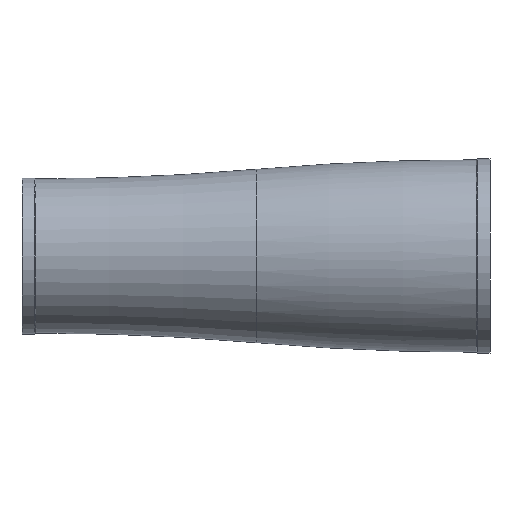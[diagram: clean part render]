
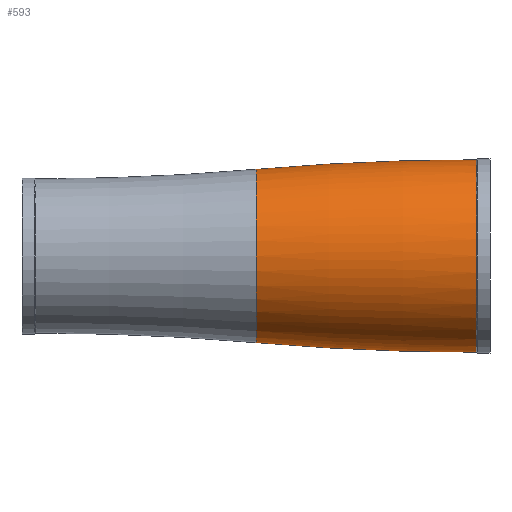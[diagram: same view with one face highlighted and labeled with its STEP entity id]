
A CAD part, front view. The second image highlights one B-rep face of the part: STEP entity #593.
In plain terms, the highlighted toroidal (fillet/blend) face has major radius 706.761 mm and minor radius 734.511 mm.
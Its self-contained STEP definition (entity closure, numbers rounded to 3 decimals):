
#19 = DIRECTION ( 'NONE',  ( 0., 0., -1. ) ) ;
#29 = DIRECTION ( 'NONE',  ( 1., 0., 0. ) ) ;
#32 = DIRECTION ( 'NONE',  ( 0., 0., -1. ) ) ;
#72 = CARTESIAN_POINT ( 'NONE',  ( -4., 0., 0. ) ) ;
#90 = CIRCLE ( 'NONE', #439, 734.511 ) ;
#116 = TOROIDAL_SURFACE ( 'NONE', #490, -706.761, 734.511 ) ;
#138 = VERTEX_POINT ( 'NONE', #462 ) ;
#188 = DIRECTION ( 'NONE',  ( 1., 0., 0. ) ) ;
#214 = CARTESIAN_POINT ( 'NONE',  ( -4., 0., 27.75 ) ) ;
#222 = AXIS2_PLACEMENT_3D ( 'NONE', #688, #683, #677 ) ;
#276 = EDGE_LOOP ( 'NONE', ( #994, #995, #458, #457 ) ) ;
#310 = VERTEX_POINT ( 'NONE', #818 ) ;
#379 = EDGE_CURVE ( 'NONE', #310, #791, #429, .T. ) ;
#397 = CIRCLE ( 'NONE', #609, 27.75 ) ;
#429 = CIRCLE ( 'NONE', #222, 25. ) ;
#439 = AXIS2_PLACEMENT_3D ( 'NONE', #881, #911, #875 ) ;
#455 = CARTESIAN_POINT ( 'NONE',  ( -67.5, 0., -25. ) ) ;
#457 = ORIENTED_EDGE ( 'NONE', *, *, #539, .F. ) ;
#458 = ORIENTED_EDGE ( 'NONE', *, *, #590, .T. ) ;
#462 = CARTESIAN_POINT ( 'NONE',  ( -4., 0., -27.75 ) ) ;
#490 = AXIS2_PLACEMENT_3D ( 'NONE', #706, #188, #19 ) ;
#505 = AXIS2_PLACEMENT_3D ( 'NONE', #862, #1020, #546 ) ;
#517 = FACE_OUTER_BOUND ( 'NONE', #276, .T. ) ;
#539 = EDGE_CURVE ( 'NONE', #947, #138, #397, .T. ) ;
#546 = DIRECTION ( 'NONE',  ( 0., 0., 1. ) ) ;
#590 = EDGE_CURVE ( 'NONE', #791, #138, #90, .T. ) ;
#593 = ADVANCED_FACE ( 'NONE', ( #517 ), #116, .T. ) ;
#609 = AXIS2_PLACEMENT_3D ( 'NONE', #72, #29, #32 ) ;
#677 = DIRECTION ( 'NONE',  ( 0., 0., -1. ) ) ;
#683 = DIRECTION ( 'NONE',  ( 1., 0., 0. ) ) ;
#688 = CARTESIAN_POINT ( 'NONE',  ( -67.5, 0., 0. ) ) ;
#706 = CARTESIAN_POINT ( 'NONE',  ( -4., 0., 0. ) ) ;
#791 = VERTEX_POINT ( 'NONE', #455 ) ;
#818 = CARTESIAN_POINT ( 'NONE',  ( -67.5, 0., 25. ) ) ;
#862 = CARTESIAN_POINT ( 'NONE',  ( -4., 0., -706.761 ) ) ;
#875 = DIRECTION ( 'NONE',  ( 0., 0., -1. ) ) ;
#881 = CARTESIAN_POINT ( 'NONE',  ( -4., 0., 706.761 ) ) ;
#911 = DIRECTION ( 'NONE',  ( 0., -1., 0. ) ) ;
#933 = CIRCLE ( 'NONE', #505, 734.511 ) ;
#947 = VERTEX_POINT ( 'NONE', #214 ) ;
#980 = EDGE_CURVE ( 'NONE', #310, #947, #933, .T. ) ;
#994 = ORIENTED_EDGE ( 'NONE', *, *, #980, .F. ) ;
#995 = ORIENTED_EDGE ( 'NONE', *, *, #379, .T. ) ;
#1020 = DIRECTION ( 'NONE',  ( 0., 1., 0. ) ) ;
